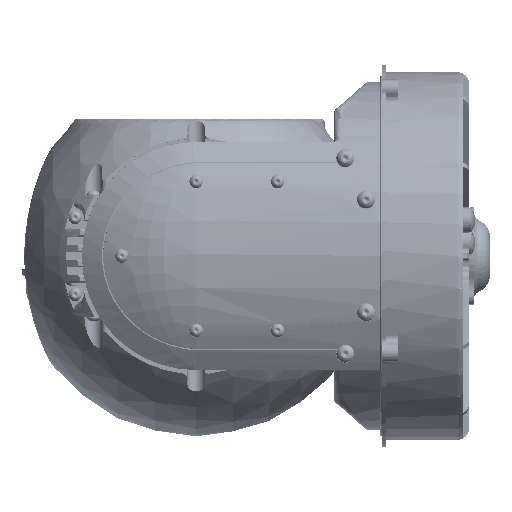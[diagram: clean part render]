
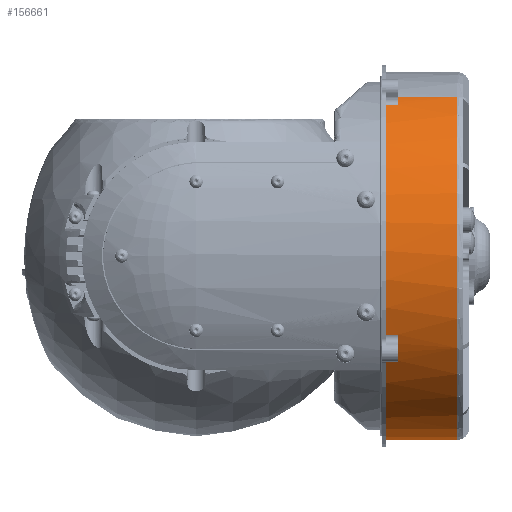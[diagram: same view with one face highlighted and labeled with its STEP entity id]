
A CAD part, left-side view. The second image highlights one B-rep face of the part: STEP entity #156661.
In plain terms, the highlighted cylindrical face has radius 79 mm (diameter 158 mm), a partial arc.
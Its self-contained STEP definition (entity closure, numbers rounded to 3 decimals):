
#1529 = CARTESIAN_POINT ( 'NONE',  ( -78.734, 0.5, -6.479 ) ) ;
#1553 = EDGE_CURVE ( 'NONE', #167487, #79266, #122927, .T. ) ;
#2450 = VERTEX_POINT ( 'NONE', #75580 ) ;
#4000 = CARTESIAN_POINT ( 'NONE',  ( 0., 26.1, -79. ) ) ;
#4409 = VECTOR ( 'NONE', #149112, 1000. ) ;
#6319 = AXIS2_PLACEMENT_3D ( 'NONE', #170957, #186164, #55192 ) ;
#9727 = VERTEX_POINT ( 'NONE', #160249 ) ;
#10511 = CARTESIAN_POINT ( 'NONE',  ( -6.479, -4.5, -78.734 ) ) ;
#12157 = ORIENTED_EDGE ( 'NONE', *, *, #67202, .F. ) ;
#13705 = EDGE_CURVE ( 'NONE', #44841, #154132, #132691, .T. ) ;
#14208 = AXIS2_PLACEMENT_3D ( 'NONE', #143257, #101538, #159381 ) ;
#19868 = CARTESIAN_POINT ( 'NONE',  ( -78.734, -4.5, -6.479 ) ) ;
#20938 = ORIENTED_EDGE ( 'NONE', *, *, #13705, .F. ) ;
#21637 = VECTOR ( 'NONE', #90733, 1000. ) ;
#26204 = VECTOR ( 'NONE', #130762, 1000. ) ;
#26282 = DIRECTION ( 'NONE',  ( 0., -1., 0. ) ) ;
#27216 = ORIENTED_EDGE ( 'NONE', *, *, #126074, .F. ) ;
#27569 = ORIENTED_EDGE ( 'NONE', *, *, #39636, .F. ) ;
#27632 = CARTESIAN_POINT ( 'NONE',  ( 0., 0., 0. ) ) ;
#30648 = ORIENTED_EDGE ( 'NONE', *, *, #150407, .T. ) ;
#31871 = VERTEX_POINT ( 'NONE', #104965 ) ;
#35245 = ORIENTED_EDGE ( 'NONE', *, *, #120442, .T. ) ;
#37480 = CARTESIAN_POINT ( 'NONE',  ( -78.734, 0., 6.479 ) ) ;
#37653 = EDGE_CURVE ( 'NONE', #167487, #158020, #68848, .T. ) ;
#37716 = DIRECTION ( 'NONE',  ( 0., 0., -1. ) ) ;
#39636 = EDGE_CURVE ( 'NONE', #79266, #159442, #49874, .T. ) ;
#41426 = CARTESIAN_POINT ( 'NONE',  ( 0., 0.5, 0. ) ) ;
#42433 = ORIENTED_EDGE ( 'NONE', *, *, #1553, .F. ) ;
#44841 = VERTEX_POINT ( 'NONE', #19868 ) ;
#46016 = CIRCLE ( 'NONE', #143172, 79. ) ;
#49874 = CIRCLE ( 'NONE', #177258, 79. ) ;
#49929 = VECTOR ( 'NONE', #129753, 1000. ) ;
#55192 = DIRECTION ( 'NONE',  ( 0., 0., -1. ) ) ;
#56825 = AXIS2_PLACEMENT_3D ( 'NONE', #136245, #178978, #166562 ) ;
#58956 = DIRECTION ( 'NONE',  ( 0., -1., 0. ) ) ;
#67202 = EDGE_CURVE ( 'NONE', #31871, #2450, #82723, .T. ) ;
#68848 = CIRCLE ( 'NONE', #14208, 79. ) ;
#71651 = VECTOR ( 'NONE', #113982, 1000. ) ;
#72866 = CARTESIAN_POINT ( 'NONE',  ( -6.479, 0., -78.734 ) ) ;
#73313 = CARTESIAN_POINT ( 'NONE',  ( -6.479, 0., 78.734 ) ) ;
#75580 = CARTESIAN_POINT ( 'NONE',  ( 0., 0.5, -79. ) ) ;
#76147 = CIRCLE ( 'NONE', #6319, 79. ) ;
#78348 = CARTESIAN_POINT ( 'NONE',  ( 0., 0., 79. ) ) ;
#79266 = VERTEX_POINT ( 'NONE', #117005 ) ;
#79745 = AXIS2_PLACEMENT_3D ( 'NONE', #137881, #136949, #152090 ) ;
#81638 = VERTEX_POINT ( 'NONE', #1529 ) ;
#82723 = CIRCLE ( 'NONE', #79745, 79. ) ;
#85585 = DIRECTION ( 'NONE',  ( 0., 0., -1. ) ) ;
#86534 = VERTEX_POINT ( 'NONE', #138576 ) ;
#87595 = LINE ( 'NONE', #73313, #4409 ) ;
#88395 = FACE_OUTER_BOUND ( 'NONE', #162686, .T. ) ;
#90733 = DIRECTION ( 'NONE',  ( 0., -1., 0. ) ) ;
#93153 = VECTOR ( 'NONE', #108744, 1000. ) ;
#94555 = VERTEX_POINT ( 'NONE', #148788 ) ;
#98200 = AXIS2_PLACEMENT_3D ( 'NONE', #27632, #58956, #85585 ) ;
#99374 = DIRECTION ( 'NONE',  ( 0., -1., 0. ) ) ;
#101538 = DIRECTION ( 'NONE',  ( 0., -1., 0. ) ) ;
#103531 = CYLINDRICAL_SURFACE ( 'NONE', #98200, 79. ) ;
#104965 = CARTESIAN_POINT ( 'NONE',  ( -6.479, 0.5, -78.734 ) ) ;
#106214 = EDGE_CURVE ( 'NONE', #86534, #81638, #46016, .T. ) ;
#108744 = DIRECTION ( 'NONE',  ( 0., -1., 0. ) ) ;
#111551 = LINE ( 'NONE', #37480, #93153 ) ;
#112469 = EDGE_CURVE ( 'NONE', #158020, #2450, #170878, .T. ) ;
#113396 = EDGE_CURVE ( 'NONE', #31871, #154132, #144963, .T. ) ;
#113982 = DIRECTION ( 'NONE',  ( 0., -1., 0. ) ) ;
#117005 = CARTESIAN_POINT ( 'NONE',  ( 0., 0.5, 79. ) ) ;
#120442 = EDGE_CURVE ( 'NONE', #86534, #9727, #111551, .T. ) ;
#122927 = LINE ( 'NONE', #78348, #21637 ) ;
#123842 = CARTESIAN_POINT ( 'NONE',  ( 0., 26.1, 79. ) ) ;
#126057 = ORIENTED_EDGE ( 'NONE', *, *, #37653, .T. ) ;
#126074 = EDGE_CURVE ( 'NONE', #94555, #9727, #76147, .T. ) ;
#126129 = ORIENTED_EDGE ( 'NONE', *, *, #112469, .T. ) ;
#129753 = DIRECTION ( 'NONE',  ( 0., 1., 0. ) ) ;
#130676 = LINE ( 'NONE', #158162, #49929 ) ;
#130762 = DIRECTION ( 'NONE',  ( 0., -1., 0. ) ) ;
#132049 = CARTESIAN_POINT ( 'NONE',  ( -6.479, 0.5, 78.734 ) ) ;
#132691 = CIRCLE ( 'NONE', #56825, 79. ) ;
#136245 = CARTESIAN_POINT ( 'NONE',  ( 0., -4.5, 0. ) ) ;
#136949 = DIRECTION ( 'NONE',  ( 0., -1., 0. ) ) ;
#137082 = ORIENTED_EDGE ( 'NONE', *, *, #184415, .T. ) ;
#137881 = CARTESIAN_POINT ( 'NONE',  ( 0., 0.5, 0. ) ) ;
#138576 = CARTESIAN_POINT ( 'NONE',  ( -78.734, 0.5, 6.479 ) ) ;
#143172 = AXIS2_PLACEMENT_3D ( 'NONE', #41426, #99374, #170486 ) ;
#143257 = CARTESIAN_POINT ( 'NONE',  ( 0., 26.1, 0. ) ) ;
#144963 = LINE ( 'NONE', #72866, #26204 ) ;
#148788 = CARTESIAN_POINT ( 'NONE',  ( -6.479, -4.5, 78.734 ) ) ;
#149112 = DIRECTION ( 'NONE',  ( 0., 1., 0. ) ) ;
#150407 = EDGE_CURVE ( 'NONE', #94555, #159442, #87595, .T. ) ;
#152090 = DIRECTION ( 'NONE',  ( 0., 0., -1. ) ) ;
#154132 = VERTEX_POINT ( 'NONE', #10511 ) ;
#156649 = CARTESIAN_POINT ( 'NONE',  ( 0., 0., -79. ) ) ;
#156661 = ADVANCED_FACE ( 'NONE', ( #88395 ), #103531, .T. ) ;
#158020 = VERTEX_POINT ( 'NONE', #4000 ) ;
#158162 = CARTESIAN_POINT ( 'NONE',  ( -78.734, 0., -6.479 ) ) ;
#159381 = DIRECTION ( 'NONE',  ( 0., 0., -1. ) ) ;
#159442 = VERTEX_POINT ( 'NONE', #132049 ) ;
#160249 = CARTESIAN_POINT ( 'NONE',  ( -78.734, -4.5, 6.479 ) ) ;
#162686 = EDGE_LOOP ( 'NONE', ( #42433, #126057, #126129, #12157, #174516, #20938, #137082, #163362, #35245, #27216, #30648, #27569 ) ) ;
#163362 = ORIENTED_EDGE ( 'NONE', *, *, #106214, .F. ) ;
#166562 = DIRECTION ( 'NONE',  ( 0., 0., -1. ) ) ;
#167487 = VERTEX_POINT ( 'NONE', #123842 ) ;
#170486 = DIRECTION ( 'NONE',  ( 0., 0., -1. ) ) ;
#170878 = LINE ( 'NONE', #156649, #71651 ) ;
#170957 = CARTESIAN_POINT ( 'NONE',  ( 0., -4.5, 0. ) ) ;
#174516 = ORIENTED_EDGE ( 'NONE', *, *, #113396, .T. ) ;
#177258 = AXIS2_PLACEMENT_3D ( 'NONE', #185751, #26282, #37716 ) ;
#178978 = DIRECTION ( 'NONE',  ( 0., -1., 0. ) ) ;
#184415 = EDGE_CURVE ( 'NONE', #44841, #81638, #130676, .T. ) ;
#185751 = CARTESIAN_POINT ( 'NONE',  ( 0., 0.5, 0. ) ) ;
#186164 = DIRECTION ( 'NONE',  ( 0., -1., 0. ) ) ;
